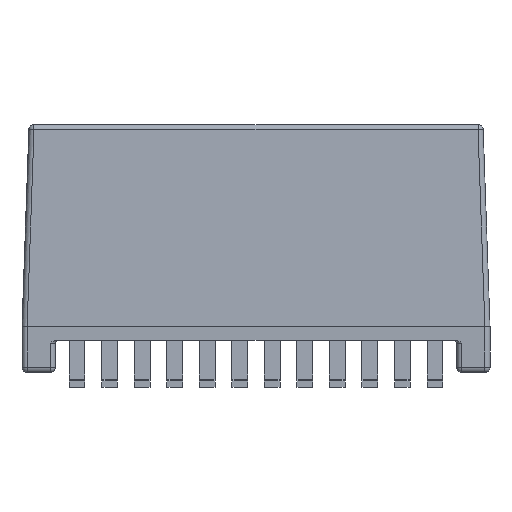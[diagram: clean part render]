
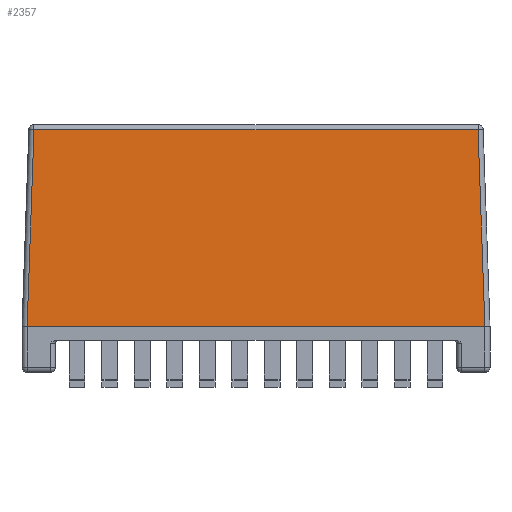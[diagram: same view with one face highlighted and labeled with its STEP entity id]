
A CAD part, front view. The second image highlights one B-rep face of the part: STEP entity #2357.
In plain terms, the highlighted planar face has unit normal (0, -0.999, 0.035).
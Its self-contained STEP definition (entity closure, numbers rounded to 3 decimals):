
#2357 = ADVANCED_FACE( '', ( #5277 ), #5278, .T. );
#5277 = FACE_OUTER_BOUND( '', #9253, .T. );
#5278 = PLANE( '', #9254 );
#9253 = EDGE_LOOP( '', ( #13551, #13552, #13553, #13554, #13555, #13556 ) );
#9254 = AXIS2_PLACEMENT_3D( '', #13557, #13558, #13559 );
#13551 = ORIENTED_EDGE( '', *, *, #25833, .T. );
#13552 = ORIENTED_EDGE( '', *, *, #25834, .T. );
#13553 = ORIENTED_EDGE( '', *, *, #25835, .T. );
#13554 = ORIENTED_EDGE( '', *, *, #25836, .T. );
#13555 = ORIENTED_EDGE( '', *, *, #25837, .T. );
#13556 = ORIENTED_EDGE( '', *, *, #25576, .T. );
#13557 = CARTESIAN_POINT( '', ( 0., -6.49, 1.8 ) );
#13558 = DIRECTION( '', ( 0., -0.999, 0.035 ) );
#13559 = DIRECTION( '', ( 0., -0.035, -0.999 ) );
#25576 = EDGE_CURVE( '', #30429, #30427, #30430, .T. );
#25833 = EDGE_CURVE( '', #30427, #30893, #30894, .T. );
#25834 = EDGE_CURVE( '', #30893, #30895, #30896, .T. );
#25835 = EDGE_CURVE( '', #30895, #30897, #30898, .F. );
#25836 = EDGE_CURVE( '', #30897, #30899, #30900, .F. );
#25837 = EDGE_CURVE( '', #30899, #30429, #30901, .T. );
#30427 = VERTEX_POINT( '', #37600 );
#30429 = VERTEX_POINT( '', #37603 );
#30430 = LINE( '', #37604, #37605 );
#30893 = VERTEX_POINT( '', #38280 );
#30894 = LINE( '', #38281, #38282 );
#30895 = VERTEX_POINT( '', #38283 );
#30896 = LINE( '', #38284, #38285 );
#30897 = VERTEX_POINT( '', #38286 );
#30898 = LINE( '', #38287, #38288 );
#30899 = VERTEX_POINT( '', #38289 );
#30900 = LINE( '', #38290, #38291 );
#30901 = LINE( '', #38292, #38293 );
#37600 = CARTESIAN_POINT( '', ( 8.94, -6.49, 1.8 ) );
#37603 = CARTESIAN_POINT( '', ( -8.94, -6.49, 1.8 ) );
#37604 = CARTESIAN_POINT( '', ( -9.14, -6.49, 1.8 ) );
#37605 = VECTOR( '', #47917, 1000. );
#38280 = CARTESIAN_POINT( '', ( 8.94, -6.49, 1.8 ) );
#38281 = CARTESIAN_POINT( '', ( -9.14, -6.49, 1.8 ) );
#38282 = VECTOR( '', #48209, 1000. );
#38283 = CARTESIAN_POINT( '', ( 8.672, -6.222, 9.487 ) );
#38284 = CARTESIAN_POINT( '', ( 8.929, -6.479, 2.111 ) );
#38285 = VECTOR( '', #48210, 1000. );
#38286 = CARTESIAN_POINT( '', ( -8.672, -6.222, 9.487 ) );
#38287 = CARTESIAN_POINT( '', ( -8.865, -6.222, 9.487 ) );
#38288 = VECTOR( '', #48211, 1000. );
#38289 = CARTESIAN_POINT( '', ( -8.94, -6.49, 1.8 ) );
#38290 = CARTESIAN_POINT( '', ( -8.929, -6.479, 2.111 ) );
#38291 = VECTOR( '', #48212, 1000. );
#38292 = CARTESIAN_POINT( '', ( -9.14, -6.49, 1.8 ) );
#38293 = VECTOR( '', #48213, 1000. );
#47917 = DIRECTION( '', ( 1., 0., 0. ) );
#48209 = DIRECTION( '', ( 1., 0., 0. ) );
#48210 = DIRECTION( '', ( -0.035, 0.035, 0.999 ) );
#48211 = DIRECTION( '', ( 1., 0., 0. ) );
#48212 = DIRECTION( '', ( 0.035, 0.035, 0.999 ) );
#48213 = DIRECTION( '', ( 1., 0., 0. ) );
